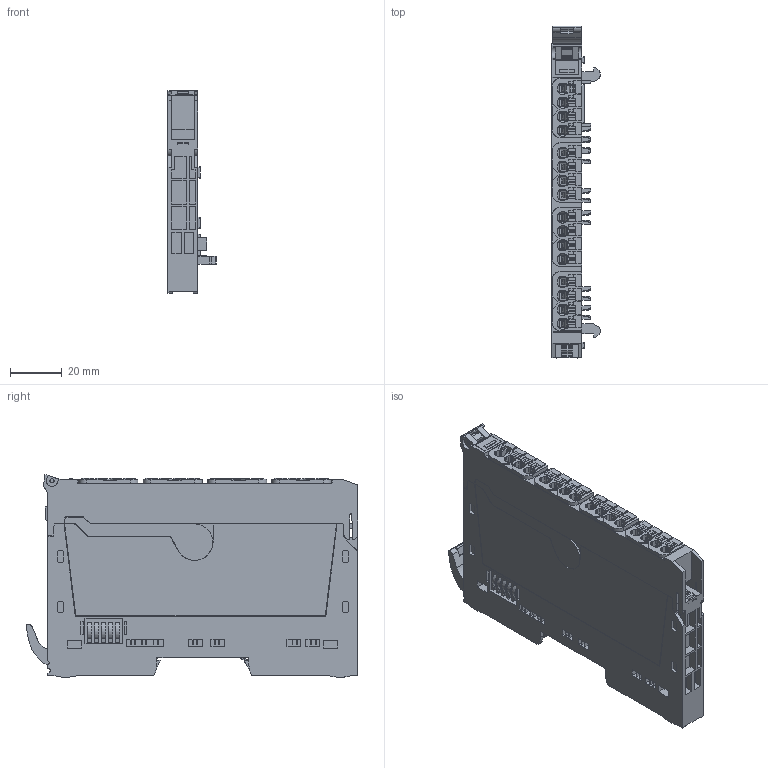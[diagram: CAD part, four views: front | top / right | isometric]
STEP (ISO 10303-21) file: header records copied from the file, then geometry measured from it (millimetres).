
FILE_DESCRIPTION(('CATIA V5 STEP Exchange','CAx-IF Rec.Pracs.--- Model Styling and Organization---1.5--- 2016-08-15','CAx-IF Rec.Pracs.---Supplemental Geometry---1.0---2011-11-01','CAx-IF Rec.Pracs.--- Composite Materials ---1.1---2010-07-15'),'2;1');
FILE_NAME ('D1617223_0', '2024-06-27T04:44:25+00:00', ('none'), ('Weidmueller'), 'CATIA Version 5-6 Release 2022 SP4 HF5', 'CATIA V5 STEP AP214 v3', 'none');
FILE_SCHEMA(('AUTOMOTIVE_DESIGN { 1 0 10303 214 1 1 1 1 }'));
Products named in the file (1): S3D_UR20_PK_PG-NC-WT-BK-BK_PG-BK-BK-BK-BK_2X-PG-WT-WT-WT-WT_230V-AC
Bounding box: 18.5 x 127.88 x 78.03 mm (x, y, z)
Volume: 97052 mm3; surface area: 30024.7 mm2
Topology: 1 solids, 1 shells, 2212 faces, 6361 edges, 4238 vertices
Faces by surface type: plane 1868, cylinder 336, extrusion 8
Entity records: 72410 total; most frequent: CARTESIAN_POINT 15185, ORIENTED_EDGE 12722, DIRECTION 9198, EDGE_CURVE 6361, VECTOR 5451, LINE 5443, VERTEX_POINT 4238, EDGE_LOOP 2315
